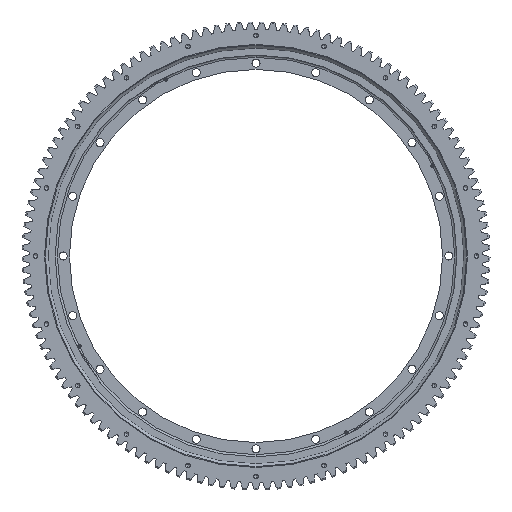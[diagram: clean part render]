
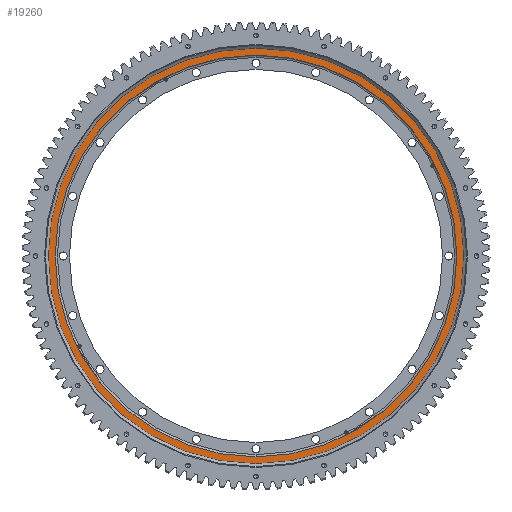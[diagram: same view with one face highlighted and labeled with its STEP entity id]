
A CAD part, front view. The second image highlights one B-rep face of the part: STEP entity #19260.
In plain terms, the highlighted planar face has unit normal (0, -1, 0).
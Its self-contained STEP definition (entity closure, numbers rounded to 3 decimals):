
#489 = AXIS2_PLACEMENT_3D ( 'NONE', #17046, #518, #19747 ) ;
#518 = DIRECTION ( 'NONE',  ( 0., 1., 0. ) ) ;
#928 = DIRECTION ( 'NONE',  ( 0., 1., 0. ) ) ;
#1684 = EDGE_CURVE ( 'NONE', #3703, #4106, #13016, .T. ) ;
#2482 = EDGE_LOOP ( 'NONE', ( #25858, #29359 ) ) ;
#3703 = VERTEX_POINT ( 'NONE', #16676 ) ;
#4106 = VERTEX_POINT ( 'NONE', #14488 ) ;
#6443 = DIRECTION ( 'NONE',  ( 0., 0., 1. ) ) ;
#6687 = DIRECTION ( 'NONE',  ( 0., 1., 0. ) ) ;
#6801 = CARTESIAN_POINT ( 'NONE',  ( 0., -18., 0. ) ) ;
#7168 = AXIS2_PLACEMENT_3D ( 'NONE', #6801, #6687, #6443 ) ;
#7465 = DIRECTION ( 'NONE',  ( 0., 0., 1. ) ) ;
#7710 = PLANE ( 'NONE',  #30200 ) ;
#7790 = CARTESIAN_POINT ( 'NONE',  ( 0., -18., 417. ) ) ;
#7874 = DIRECTION ( 'NONE',  ( 0., 1., 0. ) ) ;
#8191 = EDGE_CURVE ( 'NONE', #4106, #3703, #23577, .T. ) ;
#11671 = DIRECTION ( 'NONE',  ( 0., 1., 0. ) ) ;
#13016 = CIRCLE ( 'NONE', #35167, 449. ) ;
#13542 = FACE_OUTER_BOUND ( 'NONE', #2482, .T. ) ;
#14488 = CARTESIAN_POINT ( 'NONE',  ( 0., -18., -449. ) ) ;
#16584 = CARTESIAN_POINT ( 'NONE',  ( 0., -18., 0. ) ) ;
#16676 = CARTESIAN_POINT ( 'NONE',  ( 0., -18., 449. ) ) ;
#17046 = CARTESIAN_POINT ( 'NONE',  ( 0., -18., 0. ) ) ;
#19128 = CARTESIAN_POINT ( 'NONE',  ( 0., -18., 468.25 ) ) ;
#19260 = ADVANCED_FACE ( 'NONE', ( #20702, #13542 ), #7710, .F. ) ;
#19406 = AXIS2_PLACEMENT_3D ( 'NONE', #27939, #11671, #30612 ) ;
#19747 = DIRECTION ( 'NONE',  ( 0., 0., 1. ) ) ;
#20091 = EDGE_LOOP ( 'NONE', ( #24606, #24737 ) ) ;
#20702 = FACE_BOUND ( 'NONE', #20091, .T. ) ;
#21976 = VERTEX_POINT ( 'NONE', #19128 ) ;
#22729 = CIRCLE ( 'NONE', #19406, 468.25 ) ;
#23577 = CIRCLE ( 'NONE', #7168, 449. ) ;
#24606 = ORIENTED_EDGE ( 'NONE', *, *, #1684, .T. ) ;
#24737 = ORIENTED_EDGE ( 'NONE', *, *, #8191, .T. ) ;
#24906 = CIRCLE ( 'NONE', #489, 468.25 ) ;
#25858 = ORIENTED_EDGE ( 'NONE', *, *, #33494, .F. ) ;
#27939 = CARTESIAN_POINT ( 'NONE',  ( 0., -18., 0. ) ) ;
#28162 = CARTESIAN_POINT ( 'NONE',  ( 0., -18., -468.25 ) ) ;
#29359 = ORIENTED_EDGE ( 'NONE', *, *, #32623, .F. ) ;
#30200 = AXIS2_PLACEMENT_3D ( 'NONE', #7790, #7874, #7465 ) ;
#30612 = DIRECTION ( 'NONE',  ( 0., 0., 1. ) ) ;
#32623 = EDGE_CURVE ( 'NONE', #33597, #21976, #24906, .T. ) ;
#33339 = DIRECTION ( 'NONE',  ( 0., 0., 1. ) ) ;
#33494 = EDGE_CURVE ( 'NONE', #21976, #33597, #22729, .T. ) ;
#33597 = VERTEX_POINT ( 'NONE', #28162 ) ;
#35167 = AXIS2_PLACEMENT_3D ( 'NONE', #16584, #928, #33339 ) ;
